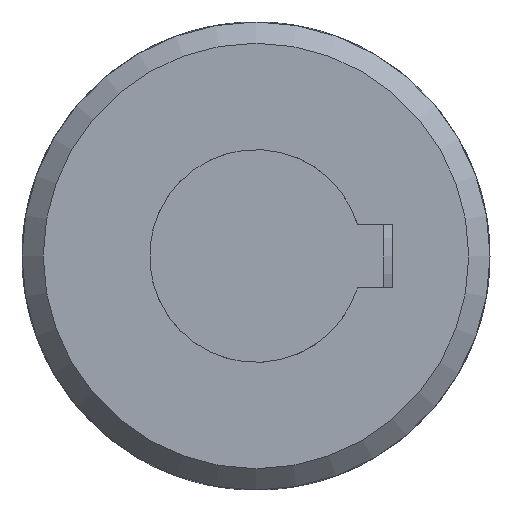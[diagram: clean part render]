
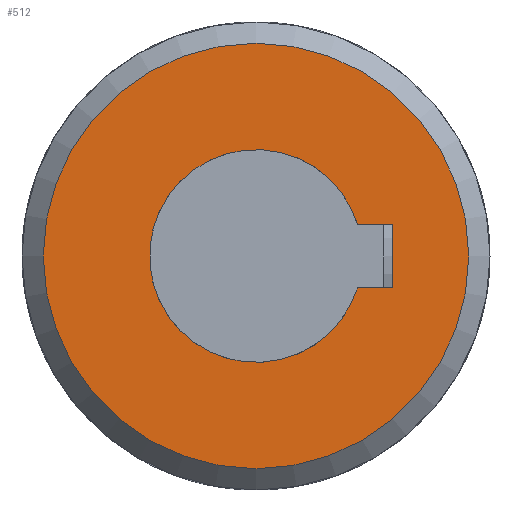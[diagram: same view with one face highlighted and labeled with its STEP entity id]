
A CAD part, left-side view. The second image highlights one B-rep face of the part: STEP entity #512.
In plain terms, the highlighted planar face has unit normal (-1, 0, 0).
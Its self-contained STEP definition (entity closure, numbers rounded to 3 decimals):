
#512 = ADVANCED_FACE( '', ( #1051, #1052 ), #1053, .T. );
#1051 = FACE_BOUND( '', #1633, .T. );
#1052 = FACE_OUTER_BOUND( '', #1634, .T. );
#1053 = PLANE( '', #1635 );
#1633 = EDGE_LOOP( '', ( #2796, #2797, #2798, #2799 ) );
#1634 = EDGE_LOOP( '', ( #2800 ) );
#1635 = AXIS2_PLACEMENT_3D( '', #2801, #2802, #2803 );
#2796 = ORIENTED_EDGE( '', *, *, #3425, .T. );
#2797 = ORIENTED_EDGE( '', *, *, #3543, .T. );
#2798 = ORIENTED_EDGE( '', *, *, #3707, .T. );
#2799 = ORIENTED_EDGE( '', *, *, #3686, .T. );
#2800 = ORIENTED_EDGE( '', *, *, #3374, .F. );
#2801 = CARTESIAN_POINT( '', ( 0., 10., 0. ) );
#2802 = DIRECTION( '', ( -1., 0., 0. ) );
#2803 = DIRECTION( '', ( 0., 0., 1. ) );
#3374 = EDGE_CURVE( '', #3966, #3966, #3967, .T. );
#3425 = EDGE_CURVE( '', #4056, #4054, #4057, .T. );
#3543 = EDGE_CURVE( '', #4054, #4264, #4265, .T. );
#3686 = EDGE_CURVE( '', #4489, #4056, #4490, .T. );
#3707 = EDGE_CURVE( '', #4264, #4489, #4517, .T. );
#3966 = VERTEX_POINT( '', #4840 );
#3967 = CIRCLE( '', #4841, 10. );
#4054 = VERTEX_POINT( '', #4949 );
#4056 = VERTEX_POINT( '', #4952 );
#4057 = LINE( '', #4953, #4954 );
#4264 = VERTEX_POINT( '', #5411 );
#4265 = CIRCLE( '', #5412, 5. );
#4489 = VERTEX_POINT( '', #6179 );
#4490 = LINE( '', #6180, #6181 );
#4517 = LINE( '', #6217, #6218 );
#4840 = CARTESIAN_POINT( '', ( 0., 0., -10. ) );
#4841 = AXIS2_PLACEMENT_3D( '', #6851, #6852, #6853 );
#4949 = CARTESIAN_POINT( '', ( 0., 1.5, -4.77 ) );
#4952 = CARTESIAN_POINT( '', ( 0., 1.5, -6.4 ) );
#4953 = CARTESIAN_POINT( '', ( 0., 1.5, -6.4 ) );
#4954 = VECTOR( '', #6924, 1000. );
#5411 = CARTESIAN_POINT( '', ( 0., -1.5, -4.77 ) );
#5412 = AXIS2_PLACEMENT_3D( '', #7104, #7105, #7106 );
#6179 = CARTESIAN_POINT( '', ( 0., -1.5, -6.4 ) );
#6180 = CARTESIAN_POINT( '', ( 0., -1.5, -6.4 ) );
#6181 = VECTOR( '', #7267, 1000. );
#6217 = CARTESIAN_POINT( '', ( 0., -1.5, 0. ) );
#6218 = VECTOR( '', #7289, 1000. );
#6851 = CARTESIAN_POINT( '', ( 0., 0., 0. ) );
#6852 = DIRECTION( '', ( 1., 0., 0. ) );
#6853 = DIRECTION( '', ( 0., 0., -1. ) );
#6924 = DIRECTION( '', ( 0., 0., 1. ) );
#7104 = CARTESIAN_POINT( '', ( 0., 0., 0. ) );
#7105 = DIRECTION( '', ( 1., 0., 0. ) );
#7106 = DIRECTION( '', ( 0., 0., -1. ) );
#7267 = DIRECTION( '', ( 0., 1., 0. ) );
#7289 = DIRECTION( '', ( 0., 0., -1. ) );
